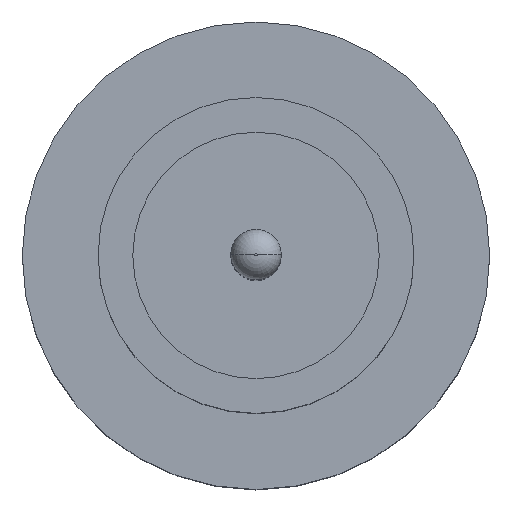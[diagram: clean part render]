
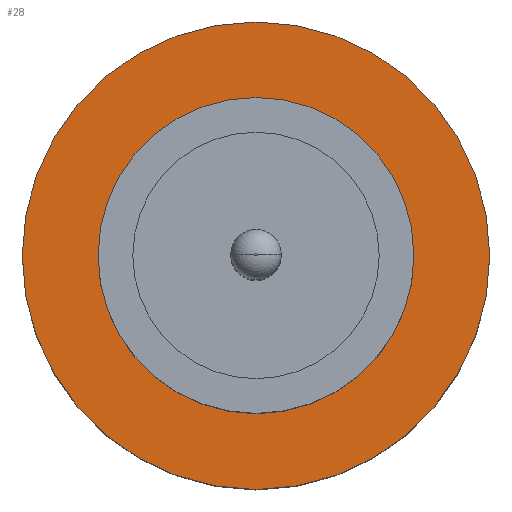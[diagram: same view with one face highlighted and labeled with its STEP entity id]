
A CAD part, top view. The second image highlights one B-rep face of the part: STEP entity #28.
In plain terms, the highlighted planar face has unit normal (0, 0, 1).
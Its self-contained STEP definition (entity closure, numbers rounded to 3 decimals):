
#3 = CARTESIAN_POINT ( 'NONE',  ( 0., 0., 1.55 ) ) ;
#12 = DIRECTION ( 'NONE',  ( 1., 0., 0. ) ) ;
#19 = DIRECTION ( 'NONE',  ( 0., 0., 1. ) ) ;
#20 = CARTESIAN_POINT ( 'NONE',  ( -1.85, 0., 1.55 ) ) ;
#28 = ADVANCED_FACE ( 'NONE', ( #198, #594 ), #492, .T. ) ;
#78 = AXIS2_PLACEMENT_3D ( 'NONE', #85, #225, #507 ) ;
#82 = EDGE_CURVE ( 'NONE', #222, #843, #254, .T. ) ;
#85 = CARTESIAN_POINT ( 'NONE',  ( 0., 0., 1.55 ) ) ;
#149 = DIRECTION ( 'NONE',  ( 1., 0., 0. ) ) ;
#183 = EDGE_CURVE ( 'NONE', #843, #222, #671, .T. ) ;
#190 = AXIS2_PLACEMENT_3D ( 'NONE', #742, #606, #752 ) ;
#198 = FACE_BOUND ( 'NONE', #710, .T. ) ;
#222 = VERTEX_POINT ( 'NONE', #477 ) ;
#225 = DIRECTION ( 'NONE',  ( 0., 0., 1. ) ) ;
#254 = CIRCLE ( 'NONE', #411, 1.25 ) ;
#281 = DIRECTION ( 'NONE',  ( 0., 0., 1. ) ) ;
#343 = EDGE_CURVE ( 'NONE', #535, #754, #406, .T. ) ;
#366 = CARTESIAN_POINT ( 'NONE',  ( 0., 0., 1.55 ) ) ;
#406 = CIRCLE ( 'NONE', #599, 1.85 ) ;
#411 = AXIS2_PLACEMENT_3D ( 'NONE', #366, #646, #149 ) ;
#420 = DIRECTION ( 'NONE',  ( 1., 0., 0. ) ) ;
#477 = CARTESIAN_POINT ( 'NONE',  ( 1.25, 0., 1.55 ) ) ;
#492 = PLANE ( 'NONE',  #772 ) ;
#507 = DIRECTION ( 'NONE',  ( 1., 0., 0. ) ) ;
#509 = CARTESIAN_POINT ( 'NONE',  ( 0., 0., 1.55 ) ) ;
#527 = EDGE_CURVE ( 'NONE', #754, #535, #758, .T. ) ;
#535 = VERTEX_POINT ( 'NONE', #866 ) ;
#549 = ORIENTED_EDGE ( 'NONE', *, *, #183, .F. ) ;
#594 = FACE_OUTER_BOUND ( 'NONE', #904, .T. ) ;
#599 = AXIS2_PLACEMENT_3D ( 'NONE', #3, #281, #420 ) ;
#606 = DIRECTION ( 'NONE',  ( 0., 0., 1. ) ) ;
#646 = DIRECTION ( 'NONE',  ( 0., 0., 1. ) ) ;
#671 = CIRCLE ( 'NONE', #190, 1.25 ) ;
#710 = EDGE_LOOP ( 'NONE', ( #824, #549 ) ) ;
#719 = CARTESIAN_POINT ( 'NONE',  ( -1.25, 0., 1.55 ) ) ;
#727 = ORIENTED_EDGE ( 'NONE', *, *, #527, .T. ) ;
#742 = CARTESIAN_POINT ( 'NONE',  ( 0., 0., 1.55 ) ) ;
#752 = DIRECTION ( 'NONE',  ( 1., 0., 0. ) ) ;
#754 = VERTEX_POINT ( 'NONE', #20 ) ;
#758 = CIRCLE ( 'NONE', #78, 1.85 ) ;
#772 = AXIS2_PLACEMENT_3D ( 'NONE', #509, #19, #12 ) ;
#776 = ORIENTED_EDGE ( 'NONE', *, *, #343, .T. ) ;
#824 = ORIENTED_EDGE ( 'NONE', *, *, #82, .F. ) ;
#843 = VERTEX_POINT ( 'NONE', #719 ) ;
#866 = CARTESIAN_POINT ( 'NONE',  ( 1.85, 0., 1.55 ) ) ;
#904 = EDGE_LOOP ( 'NONE', ( #727, #776 ) ) ;
